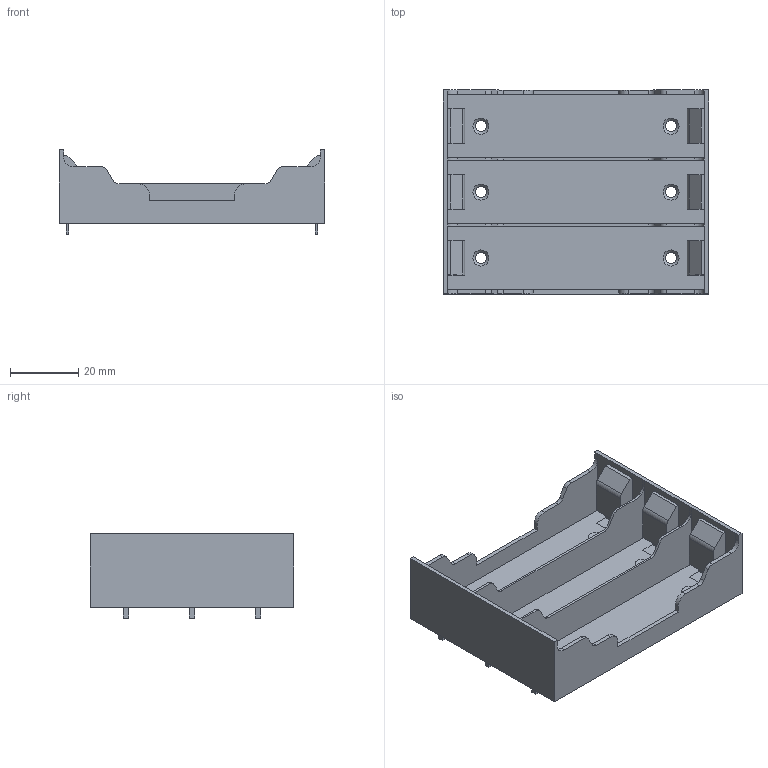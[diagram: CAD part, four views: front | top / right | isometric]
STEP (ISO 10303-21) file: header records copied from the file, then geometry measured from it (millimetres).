
FILE_DESCRIPTION(('FreeCAD Model'),'2;1');
FILE_NAME('BK-18650-PC6.STEP','2018-04-10T00:38:49',('Author'),(''), 'Open CASCADE STEP processor 6.8','FreeCAD','Unknown');
FILE_SCHEMA(('AUTOMOTIVE_DESIGN_CC2 { 1 2 10303 214 -1 1 5 4 }'));
Length unit declared in the file: millimetre
Products named in the file (1): Chamfer011
Bounding box: 77.7 x 59.69 x 24.74 mm (x, y, z)
Volume: 15973.9 mm3; surface area: 22452.3 mm2
Topology: 1 solids, 1 shells, 182 faces, 504 edges, 330 vertices
Faces by surface type: plane 136, cylinder 40, cone 6
Full cylindrical faces by diameter (mm): 3.2 x6
Entity records: 13623 total; most frequent: CARTESIAN_POINT 2321, DIRECTION 1838, LINE 1254, VECTOR 1254, ORIENTED_EDGE 1008, PCURVE 1008, DEFINITIONAL_REPRESENTATION 1008, EDGE_CURVE 504
